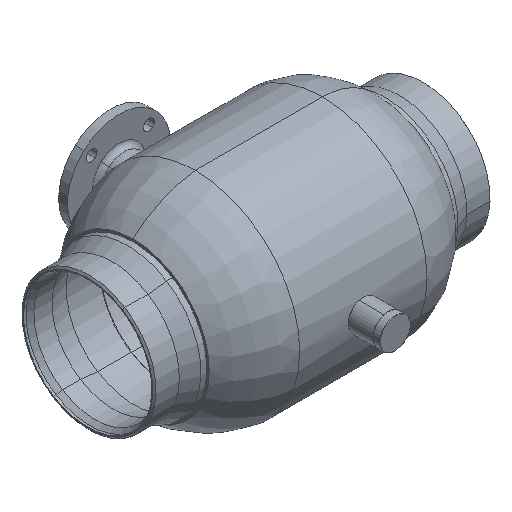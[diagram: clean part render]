
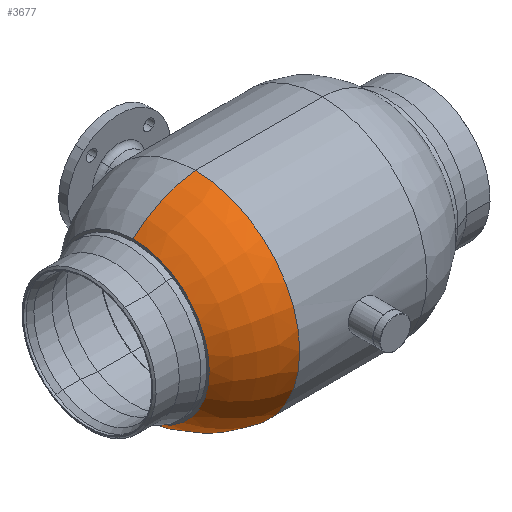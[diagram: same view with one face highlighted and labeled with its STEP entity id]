
A CAD part, isometric view. The second image highlights one B-rep face of the part: STEP entity #3677.
In plain terms, the highlighted toroidal (fillet/blend) face has major radius 6.815 mm and minor radius 221.204 mm.
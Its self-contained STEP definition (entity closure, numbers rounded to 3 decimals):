
#84 = CARTESIAN_POINT ( 'NONE',  ( -129.465, 0., -213. ) ) ;
#263 = DIRECTION ( 'NONE',  ( 0., 0., 1. ) ) ;
#286 = AXIS2_PLACEMENT_3D ( 'NONE', #4142, #1743, #3730 ) ;
#425 = DIRECTION ( 'NONE',  ( 0., 0., -1. ) ) ;
#572 = VERTEX_POINT ( 'NONE', #3315 ) ;
#761 = ORIENTED_EDGE ( 'NONE', *, *, #1702, .T. ) ;
#820 = AXIS2_PLACEMENT_3D ( 'NONE', #3201, #4679, #263 ) ;
#1035 = VERTEX_POINT ( 'NONE', #2041 ) ;
#1506 = DIRECTION ( 'NONE',  ( 0., 1., 0. ) ) ;
#1519 = CIRCLE ( 'NONE', #286, 155. ) ;
#1702 = EDGE_CURVE ( 'NONE', #5551, #1035, #2278, .T. ) ;
#1743 = DIRECTION ( 'NONE',  ( -1., 0., 0. ) ) ;
#1784 = ORIENTED_EDGE ( 'NONE', *, *, #5245, .F. ) ;
#1786 = AXIS2_PLACEMENT_3D ( 'NONE', #5788, #2862, #425 ) ;
#2041 = CARTESIAN_POINT ( 'NONE',  ( -129.465, 0., 213. ) ) ;
#2278 = CIRCLE ( 'NONE', #820, 213. ) ;
#2350 = DIRECTION ( 'NONE',  ( 0., 0., 1. ) ) ;
#2677 = FACE_OUTER_BOUND ( 'NONE', #5521, .T. ) ;
#2862 = DIRECTION ( 'NONE',  ( 0., -1., 0. ) ) ;
#2952 = EDGE_CURVE ( 'NONE', #1035, #3061, #5101, .T. ) ;
#3054 = AXIS2_PLACEMENT_3D ( 'NONE', #5414, #1506, #3969 ) ;
#3061 = VERTEX_POINT ( 'NONE', #5376 ) ;
#3142 = AXIS2_PLACEMENT_3D ( 'NONE', #3382, #4225, #2350 ) ;
#3201 = CARTESIAN_POINT ( 'NONE',  ( -129.465, 0., 0. ) ) ;
#3315 = CARTESIAN_POINT ( 'NONE',  ( -255.535, 0., -155. ) ) ;
#3382 = CARTESIAN_POINT ( 'NONE',  ( -104.713, 0., 0. ) ) ;
#3677 = ADVANCED_FACE ( 'NONE', ( #2677 ), #5509, .T. ) ;
#3730 = DIRECTION ( 'NONE',  ( 0., 0., 1. ) ) ;
#3969 = DIRECTION ( 'NONE',  ( 0., 0., 1. ) ) ;
#4142 = CARTESIAN_POINT ( 'NONE',  ( -255.535, 0., 0. ) ) ;
#4225 = DIRECTION ( 'NONE',  ( -1., 0., 0. ) ) ;
#4563 = EDGE_CURVE ( 'NONE', #5551, #572, #5822, .T. ) ;
#4679 = DIRECTION ( 'NONE',  ( -1., 0., 0. ) ) ;
#5017 = ORIENTED_EDGE ( 'NONE', *, *, #2952, .T. ) ;
#5101 = CIRCLE ( 'NONE', #1786, 221.204 ) ;
#5245 = EDGE_CURVE ( 'NONE', #572, #3061, #1519, .T. ) ;
#5376 = CARTESIAN_POINT ( 'NONE',  ( -255.535, 0., 155. ) ) ;
#5414 = CARTESIAN_POINT ( 'NONE',  ( -104.713, 0., 6.815 ) ) ;
#5477 = ORIENTED_EDGE ( 'NONE', *, *, #4563, .F. ) ;
#5509 = TOROIDAL_SURFACE ( 'NONE', #3142, -6.815, 221.204 ) ;
#5521 = EDGE_LOOP ( 'NONE', ( #5477, #761, #5017, #1784 ) ) ;
#5551 = VERTEX_POINT ( 'NONE', #84 ) ;
#5788 = CARTESIAN_POINT ( 'NONE',  ( -104.713, 0., -6.815 ) ) ;
#5822 = CIRCLE ( 'NONE', #3054, 221.204 ) ;
